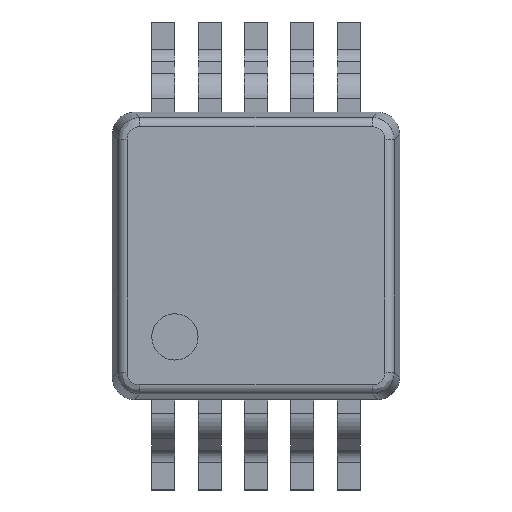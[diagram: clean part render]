
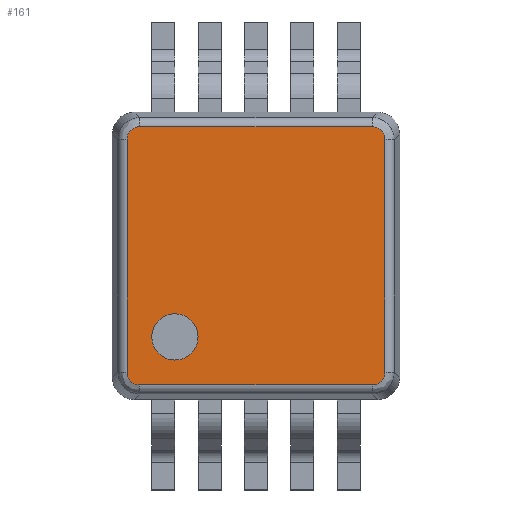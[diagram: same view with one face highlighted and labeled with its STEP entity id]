
A CAD part, top view. The second image highlights one B-rep face of the part: STEP entity #161.
In plain terms, the highlighted planar face has unit normal (0, 0, 1).
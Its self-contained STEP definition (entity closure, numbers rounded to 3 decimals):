
#161=ADVANCED_FACE('',(#1877,#1879),#1881,.T.);
#1877=FACE_BOUND('',#1878,.T.);
#1878=EDGE_LOOP('',(#3321,#3322,#3323,#3324,#3325,#3326,#3327,#3328));
#1879=FACE_BOUND('',#1880,.T.);
#1880=EDGE_LOOP('',(#3329));
#1881=PLANE('',#1882);
#1882=AXIS2_PLACEMENT_3D('',#1883,#1884,#1885);
#1883=CARTESIAN_POINT('',(0.,0.,1.1));
#1884=DIRECTION('',(0.,0.,1.));
#1885=DIRECTION('',(1.,0.,0.));
#3321=ORIENTED_EDGE('',*,*,#4293,.T.);
#3322=ORIENTED_EDGE('',*,*,#4294,.F.);
#3323=ORIENTED_EDGE('',*,*,#4295,.T.);
#3324=ORIENTED_EDGE('',*,*,#4296,.F.);
#3325=ORIENTED_EDGE('',*,*,#4297,.T.);
#3326=ORIENTED_EDGE('',*,*,#4298,.F.);
#3327=ORIENTED_EDGE('',*,*,#4299,.T.);
#3328=ORIENTED_EDGE('',*,*,#4300,.F.);
#3329=ORIENTED_EDGE('',*,*,#4301,.T.);
#4293=EDGE_CURVE('',#4799,#4800,#4801,.T.);
#4294=EDGE_CURVE('',#4802,#4800,#4803,.F.);
#4295=EDGE_CURVE('',#4802,#4804,#4805,.T.);
#4296=EDGE_CURVE('',#4806,#4804,#4807,.F.);
#4297=EDGE_CURVE('',#4806,#4808,#4809,.T.);
#4298=EDGE_CURVE('',#4810,#4808,#4811,.F.);
#4299=EDGE_CURVE('',#4810,#4812,#4813,.T.);
#4300=EDGE_CURVE('',#4799,#4812,#4814,.F.);
#4301=EDGE_CURVE('',#4815,#4815,#4816,.F.);
#4799=VERTEX_POINT('',#5711);
#4800=VERTEX_POINT('',#5712);
#4801=LINE('',#5713,#5714);
#4802=VERTEX_POINT('',#5716);
#4803=(BOUNDED_CURVE()B_SPLINE_CURVE(3,
(#5717,#5718,#5719,#5720),
.UNSPECIFIED.,.F.,.F.)B_SPLINE_CURVE_WITH_KNOTS((4,4),
(0.,1.),
.UNSPECIFIED.)CURVE()GEOMETRIC_REPRESENTATION_ITEM()RATIONAL_B_SPLINE_CURVE((1.,
0.812,0.812,1.))REPRESENTATION_ITEM(''));
#4804=VERTEX_POINT('',#5721);
#4805=LINE('',#5722,#5723);
#4806=VERTEX_POINT('',#5725);
#4807=(BOUNDED_CURVE()B_SPLINE_CURVE(3,
(#5726,#5727,#5728,#5729),
.UNSPECIFIED.,.F.,.F.)B_SPLINE_CURVE_WITH_KNOTS((4,4),
(0.,1.),
.UNSPECIFIED.)CURVE()GEOMETRIC_REPRESENTATION_ITEM()RATIONAL_B_SPLINE_CURVE((1.,
0.812,0.812,1.))REPRESENTATION_ITEM(''));
#4808=VERTEX_POINT('',#5730);
#4809=LINE('',#5731,#5732);
#4810=VERTEX_POINT('',#5734);
#4811=(BOUNDED_CURVE()B_SPLINE_CURVE(3,
(#5735,#5736,#5737,#5738),
.UNSPECIFIED.,.F.,.F.)B_SPLINE_CURVE_WITH_KNOTS((4,4),
(0.,1.),
.UNSPECIFIED.)CURVE()GEOMETRIC_REPRESENTATION_ITEM()RATIONAL_B_SPLINE_CURVE((1.,
0.812,0.812,1.))REPRESENTATION_ITEM(''));
#4812=VERTEX_POINT('',#5739);
#4813=LINE('',#5740,#5741);
#4814=(BOUNDED_CURVE()B_SPLINE_CURVE(3,
(#5743,#5744,#5745,#5746),
.UNSPECIFIED.,.F.,.F.)B_SPLINE_CURVE_WITH_KNOTS((4,4),
(0.,1.),
.UNSPECIFIED.)CURVE()GEOMETRIC_REPRESENTATION_ITEM()RATIONAL_B_SPLINE_CURVE((1.,
0.812,0.812,1.))REPRESENTATION_ITEM(''));
#4815=VERTEX_POINT('',#5747);
#4816=CIRCLE('',#5748,0.25);
#5711=CARTESIAN_POINT('',(1.257,1.392,1.1));
#5712=CARTESIAN_POINT('',(-1.257,1.392,1.1));
#5713=CARTESIAN_POINT('',(1.257,1.392,1.1));
#5714=VECTOR('',#5715,1.);
#5715=DIRECTION('',(-1.,0.,0.));
#5716=CARTESIAN_POINT('',(-1.392,1.257,1.1));
#5717=CARTESIAN_POINT('',(-1.257,1.392,1.1));
#5718=CARTESIAN_POINT('',(-1.336,1.392,1.1));
#5719=CARTESIAN_POINT('',(-1.392,1.336,1.1));
#5720=CARTESIAN_POINT('',(-1.392,1.257,1.1));
#5721=CARTESIAN_POINT('',(-1.392,-1.257,1.1));
#5722=CARTESIAN_POINT('',(-1.392,1.257,1.1));
#5723=VECTOR('',#5724,1.);
#5724=DIRECTION('',(0.,-1.,0.));
#5725=CARTESIAN_POINT('',(-1.257,-1.392,1.1));
#5726=CARTESIAN_POINT('',(-1.392,-1.257,1.1));
#5727=CARTESIAN_POINT('',(-1.392,-1.336,1.1));
#5728=CARTESIAN_POINT('',(-1.336,-1.392,1.1));
#5729=CARTESIAN_POINT('',(-1.257,-1.392,1.1));
#5730=CARTESIAN_POINT('',(1.257,-1.392,1.1));
#5731=CARTESIAN_POINT('',(-1.257,-1.392,1.1));
#5732=VECTOR('',#5733,1.);
#5733=DIRECTION('',(1.,0.,0.));
#5734=CARTESIAN_POINT('',(1.392,-1.257,1.1));
#5735=CARTESIAN_POINT('',(1.257,-1.392,1.1));
#5736=CARTESIAN_POINT('',(1.336,-1.392,1.1));
#5737=CARTESIAN_POINT('',(1.392,-1.336,1.1));
#5738=CARTESIAN_POINT('',(1.392,-1.257,1.1));
#5739=CARTESIAN_POINT('',(1.392,1.257,1.1));
#5740=CARTESIAN_POINT('',(1.392,-1.257,1.1));
#5741=VECTOR('',#5742,1.);
#5742=DIRECTION('',(0.,1.,0.));
#5743=CARTESIAN_POINT('',(1.392,1.257,1.1));
#5744=CARTESIAN_POINT('',(1.392,1.336,1.1));
#5745=CARTESIAN_POINT('',(1.336,1.392,1.1));
#5746=CARTESIAN_POINT('',(1.257,1.392,1.1));
#5747=CARTESIAN_POINT('',(-0.625,-0.875,1.1));
#5748=AXIS2_PLACEMENT_3D('',#5749,#5750,#5751);
#5749=CARTESIAN_POINT('',(-0.875,-0.875,1.1));
#5750=DIRECTION('',(0.,0.,1.));
#5751=DIRECTION('',(1.,0.,0.));
